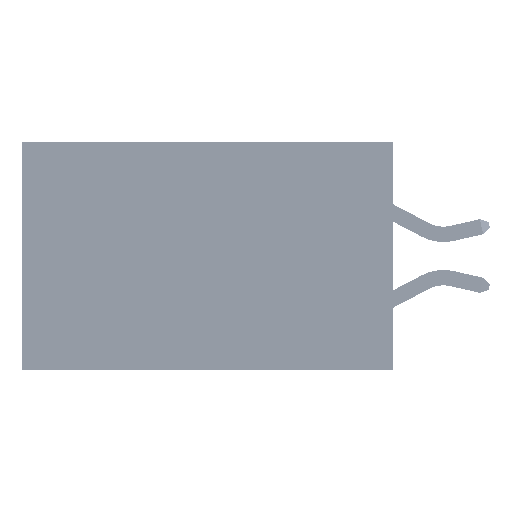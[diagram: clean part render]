
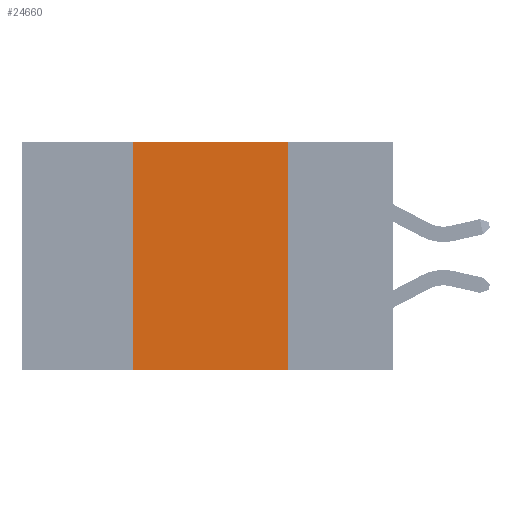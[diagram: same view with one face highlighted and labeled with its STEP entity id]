
A CAD part, left-side view. The second image highlights one B-rep face of the part: STEP entity #24660.
In plain terms, the highlighted planar face has unit normal (-1, 0, 0).
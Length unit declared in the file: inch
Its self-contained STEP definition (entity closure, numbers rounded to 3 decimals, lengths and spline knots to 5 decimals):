
#109 = LINE ( 'NONE', #12804, #22964 ) ;
#2039 = DIRECTION ( 'NONE',  ( 0., 0., 1. ) ) ;
#2154 = VECTOR ( 'NONE', #13639, 39.37008 ) ;
#2361 = VERTEX_POINT ( 'NONE', #9510 ) ;
#2497 = EDGE_CURVE ( 'NONE', #24226, #2361, #109, .T. ) ;
#2761 = ORIENTED_EDGE ( 'NONE', *, *, #16483, .T. ) ;
#2799 = LINE ( 'NONE', #15647, #19126 ) ;
#8226 = EDGE_CURVE ( 'NONE', #15201, #13717, #11916, .T. ) ;
#9510 = CARTESIAN_POINT ( 'NONE',  ( 0., 0.42, 0. ) ) ;
#11916 = LINE ( 'NONE', #31137, #2154 ) ;
#12804 = CARTESIAN_POINT ( 'NONE',  ( 0., 0.42, 0. ) ) ;
#12954 = EDGE_CURVE ( 'NONE', #2361, #15201, #2799, .T. ) ;
#13639 = DIRECTION ( 'NONE',  ( 0., 0., -1. ) ) ;
#13717 = VERTEX_POINT ( 'NONE', #16189 ) ;
#14644 = DIRECTION ( 'NONE',  ( 0., 0., -1. ) ) ;
#15040 = DIRECTION ( 'NONE',  ( 0., -1., 0. ) ) ;
#15201 = VERTEX_POINT ( 'NONE', #42447 ) ;
#15647 = CARTESIAN_POINT ( 'NONE',  ( 0., 0.6, 0. ) ) ;
#16189 = CARTESIAN_POINT ( 'NONE',  ( 0., 0.17, -0.37 ) ) ;
#16483 = EDGE_CURVE ( 'NONE', #24226, #13717, #33437, .T. ) ;
#16904 = AXIS2_PLACEMENT_3D ( 'NONE', #42538, #28650, #14644 ) ;
#17421 = ORIENTED_EDGE ( 'NONE', *, *, #8226, .F. ) ;
#18753 = DIRECTION ( 'NONE',  ( 0., -1., 0. ) ) ;
#19126 = VECTOR ( 'NONE', #18753, 39.37008 ) ;
#21998 = EDGE_LOOP ( 'NONE', ( #17421, #26237, #37025, #2761 ) ) ;
#22964 = VECTOR ( 'NONE', #2039, 39.37008 ) ;
#24226 = VERTEX_POINT ( 'NONE', #29002 ) ;
#24660 = ADVANCED_FACE ( 'NONE', ( #26060 ), #28510, .F. ) ;
#26060 = FACE_OUTER_BOUND ( 'NONE', #21998, .T. ) ;
#26237 = ORIENTED_EDGE ( 'NONE', *, *, #12954, .F. ) ;
#26406 = VECTOR ( 'NONE', #15040, 39.37008 ) ;
#28510 = PLANE ( 'NONE',  #16904 ) ;
#28650 = DIRECTION ( 'NONE',  ( 1., 0., 0. ) ) ;
#29002 = CARTESIAN_POINT ( 'NONE',  ( 0., 0.42, -0.37 ) ) ;
#31137 = CARTESIAN_POINT ( 'NONE',  ( 0., 0.17, 0. ) ) ;
#33437 = LINE ( 'NONE', #36168, #26406 ) ;
#36168 = CARTESIAN_POINT ( 'NONE',  ( 0., 0.6, -0.37 ) ) ;
#37025 = ORIENTED_EDGE ( 'NONE', *, *, #2497, .F. ) ;
#42447 = CARTESIAN_POINT ( 'NONE',  ( 0., 0.17, 0. ) ) ;
#42538 = CARTESIAN_POINT ( 'NONE',  ( 0., 0.6, 0. ) ) ;
